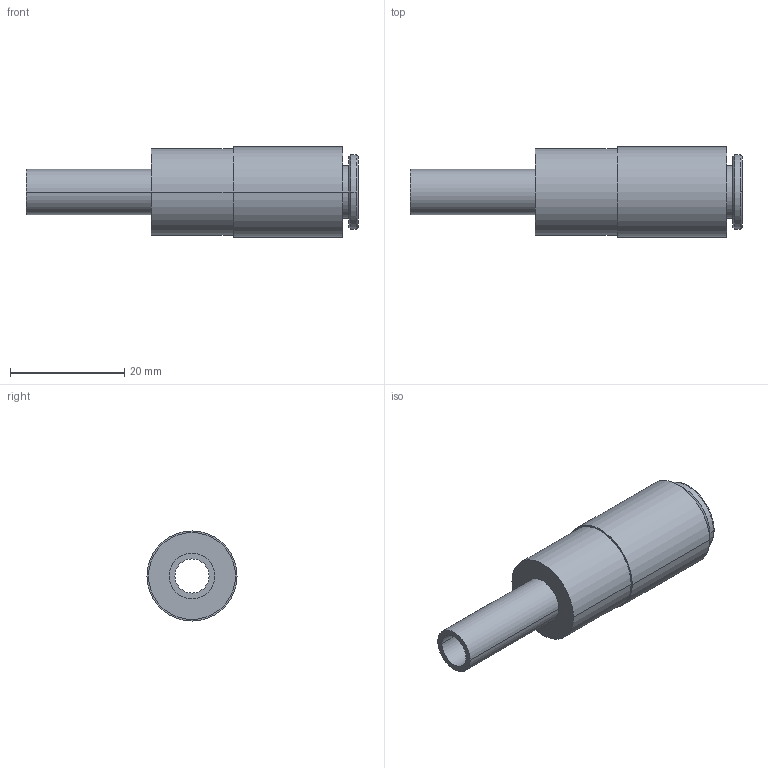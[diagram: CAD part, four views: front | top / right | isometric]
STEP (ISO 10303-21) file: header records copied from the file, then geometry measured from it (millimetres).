
FILE_DESCRIPTION(('STEP AP214'),'1');
FILE_NAME('3160_08_00.stp','2016-07-07T14:59:04',('TraceParts'),('TraceParts S.A.'),'Spatial InterOp 3D',' ',' ');
FILE_SCHEMA(('automotive_design'));
Length unit declared in the file: millimetre
Products named in the file (1): 1
Bounding box: 58.2 x 15.8 x 15.8 mm (x, y, z)
Volume: 5345.1 mm3; surface area: 4060.8 mm2
Topology: 1 solids, 1 shells, 25 faces, 53 edges, 35 vertices
Faces by surface type: cylinder 14, plane 7, torus 2, cone 2
Entity records: 715 total; most frequent: DIRECTION 142, CARTESIAN_POINT 114, ORIENTED_EDGE 106, AXIS2_PLACEMENT_3D 63, EDGE_CURVE 53, CIRCLE 37, VERTEX_POINT 35, EDGE_LOOP 32
